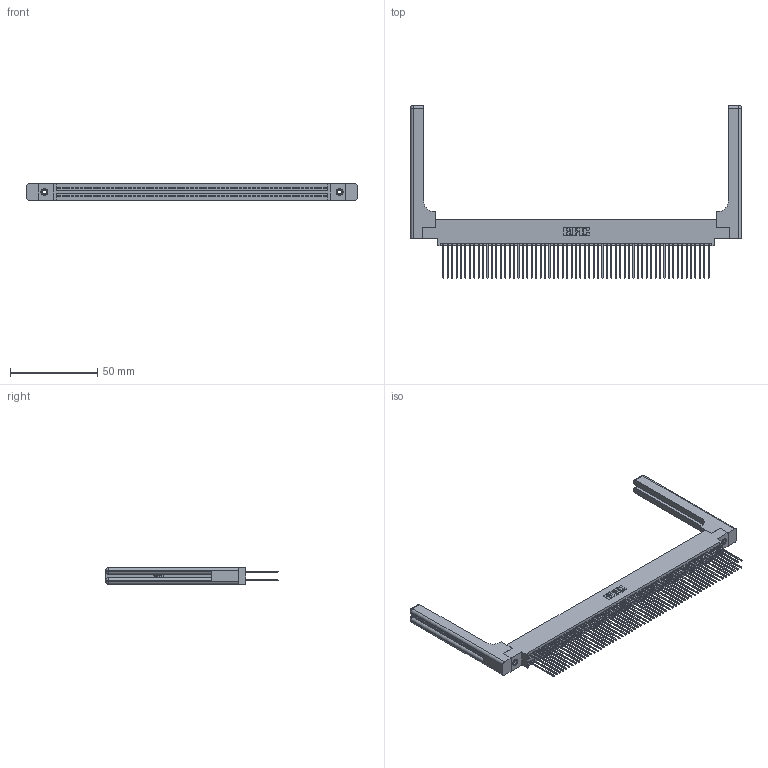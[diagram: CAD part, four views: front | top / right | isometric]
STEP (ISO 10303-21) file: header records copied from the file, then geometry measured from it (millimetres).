
FILE_DESCRIPTION (( 'STEP AP203' ), '1' );
FILE_NAME ('345-122-541-858.STEP', '2019-11-06T14:11:00', ( '' ), ( '' ), 'SwSTEP 2.0', 'SolidWorks 2016', '' );
FILE_SCHEMA (( 'CONFIG_CONTROL_DESIGN' ));
Length unit declared in the file: inch
Products named in the file (5): 345-292-001_345-293-141; 345-122-541-858; 345-220-058_345-220-058; 345 Part_0.170 Offset - 0.156 Dia-TH; 345-250-001_345-250-001-102
Assembly tree (127 placements, depth 2):
  345-122-541-858
    345 Part_0.170 Offset - 0.156 Dia-TH
    345-292-001_345-293-141  x122
    345-250-001_345-250-001-102  x2
    345-220-058_345-220-058  x2
Bounding box: 189.97 x 99.24 x 9.4 mm (x, y, z)
Volume: 27691.6 mm3; surface area: 37265.7 mm2
Topology: 127 solids, 127 shells, 6486 faces, 19197 edges, 12614 vertices
Faces by surface type: plane 4258, cylinder 2168, bspline 36, cone 12, sphere 8, torus 4
Entity records: 50636 total; most frequent: CARTESIAN_POINT 9465, ORIENTED_EDGE 8196, DIRECTION 7254, EDGE_CURVE 4098, VECTOR 3630, LINE 3630, VERTEX_POINT 2722, AXIS2_PLACEMENT_3D 1812
